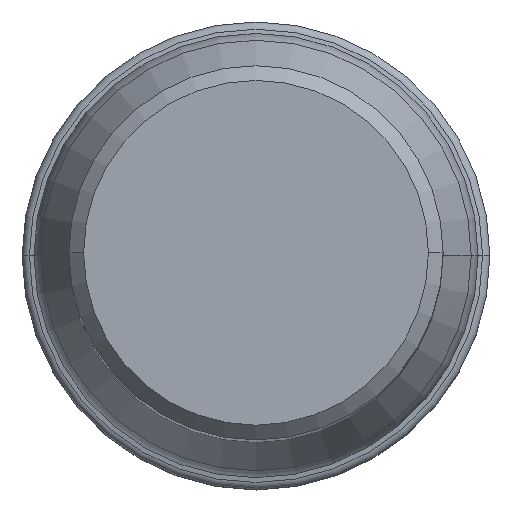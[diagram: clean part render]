
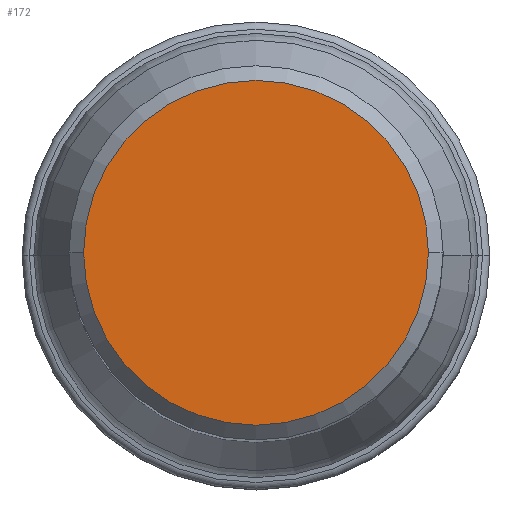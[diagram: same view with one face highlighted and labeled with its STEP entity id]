
A CAD part, top view. The second image highlights one B-rep face of the part: STEP entity #172.
In plain terms, the highlighted planar face has unit normal (0, 0, 1).
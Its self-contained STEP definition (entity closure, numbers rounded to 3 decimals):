
#30=PLANE('',#1314);
#172=ADVANCED_FACE('',(#245),#30,.F.);
#245=FACE_OUTER_BOUND('',#309,.T.);
#309=EDGE_LOOP('',(#565,#566,#567,#568));
#565=ORIENTED_EDGE('',*,*,#830,.T.);
#566=ORIENTED_EDGE('',*,*,#828,.T.);
#567=ORIENTED_EDGE('',*,*,#827,.T.);
#568=ORIENTED_EDGE('',*,*,#831,.T.);
#688=VERTEX_POINT('',#2858);
#689=VERTEX_POINT('',#2860);
#690=VERTEX_POINT('',#2862);
#691=VERTEX_POINT('',#2866);
#827=EDGE_CURVE('',#689,#688,#991,.T.);
#828=EDGE_CURVE('',#690,#689,#992,.T.);
#830=EDGE_CURVE('',#691,#690,#993,.T.);
#831=EDGE_CURVE('',#688,#691,#994,.T.);
#991=CIRCLE('',#1308,11.7);
#992=CIRCLE('',#1309,11.7);
#993=CIRCLE('',#1311,11.7);
#994=CIRCLE('',#1312,11.7);
#1308=AXIS2_PLACEMENT_3D('',#2859,#1635,#1636);
#1309=AXIS2_PLACEMENT_3D('',#2861,#1637,#1638);
#1311=AXIS2_PLACEMENT_3D('',#2865,#1642,#1643);
#1312=AXIS2_PLACEMENT_3D('',#2867,#1644,#1645);
#1314=AXIS2_PLACEMENT_3D('',#2869,#1648,#1649);
#1635=DIRECTION('',(0.,0.,1.));
#1636=DIRECTION('',(0.,-1.,0.));
#1637=DIRECTION('',(0.,0.,1.));
#1638=DIRECTION('',(-1.,0.,0.));
#1642=DIRECTION('',(0.,0.,1.));
#1643=DIRECTION('',(0.,1.,0.));
#1644=DIRECTION('',(0.,0.,1.));
#1645=DIRECTION('',(1.,0.,0.));
#1648=DIRECTION('',(0.,0.,-1.));
#1649=DIRECTION('',(1.,0.,0.));
#2858=CARTESIAN_POINT('',(11.7,0.,0.));
#2859=CARTESIAN_POINT('',(0.,0.,0.));
#2860=CARTESIAN_POINT('',(0.,-11.7,0.));
#2861=CARTESIAN_POINT('',(0.,0.,0.));
#2862=CARTESIAN_POINT('',(-11.7,0.,0.));
#2865=CARTESIAN_POINT('',(0.,0.,0.));
#2866=CARTESIAN_POINT('',(0.,11.7,0.));
#2867=CARTESIAN_POINT('',(0.,0.,0.));
#2869=CARTESIAN_POINT('',(0.,0.,0.));
